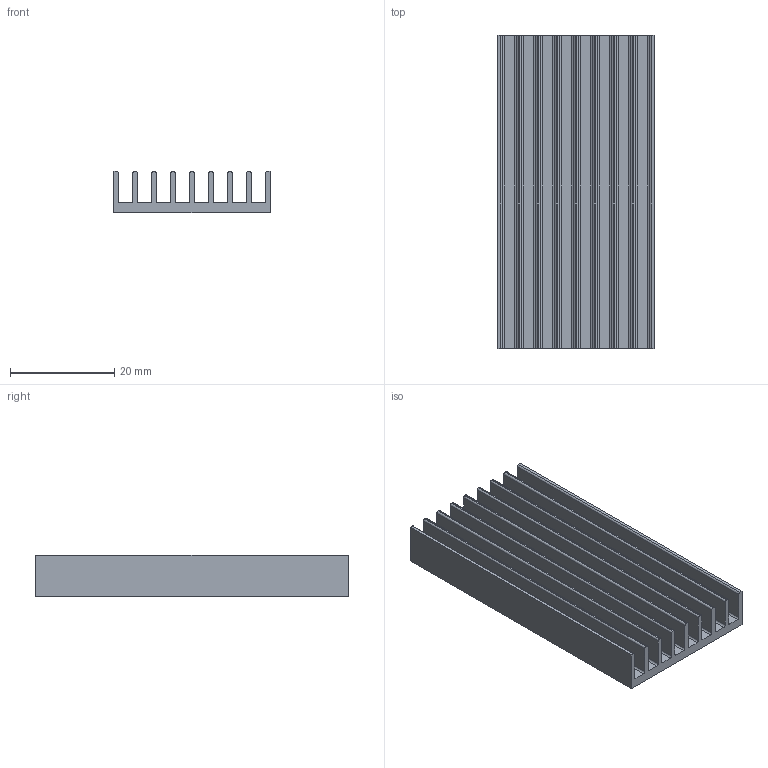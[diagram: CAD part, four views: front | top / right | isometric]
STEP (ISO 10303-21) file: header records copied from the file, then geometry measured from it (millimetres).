
FILE_DESCRIPTION(/* description */ ('Unknown'),/* implementation_level */ '2;1');
FILE_NAME(/* name */ '30x60x8mm',/* time_stamp */ '2019-01-10T11:07:31-05:00',/* author */ ('Unknown'),/* organization */ ('Unknown'),/* preprocessor_version */ 'ST-DEVELOPER v16.7',/* originating_system */ 'DEX',/* authorisation */ $);
FILE_SCHEMA (('AUTOMOTIVE_DESIGN {1 0 10303 214 3 1 1}'));
Length unit declared in the file: millimetre
Products named in the file (1): 30x60x8mm
Bounding box: 30.07 x 60.12 x 7.92 mm (x, y, z)
Volume: 6314.8 mm3; surface area: 10531.7 mm2
Topology: 1 solids, 21 shells, 243 faces, 603 edges, 402 vertices
Faces by surface type: plane 171, bspline 40, cylinder 32
Entity records: 9033 total; most frequent: CARTESIAN_POINT 3815, ORIENTED_EDGE 1198, DIRECTION 805, EDGE_CURVE 599, VERTEX_POINT 402, LINE 269, VECTOR 269, AXIS2_PLACEMENT_3D 268
